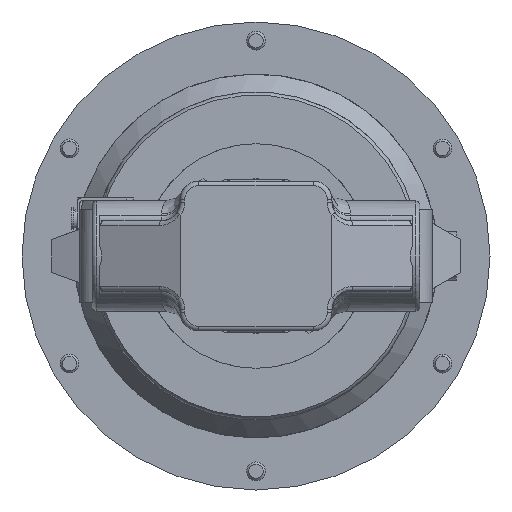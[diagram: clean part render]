
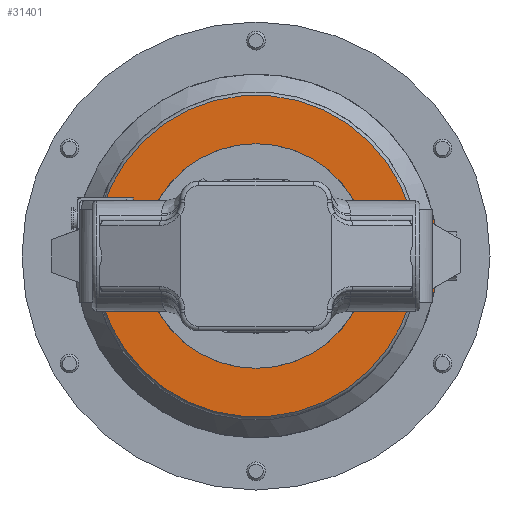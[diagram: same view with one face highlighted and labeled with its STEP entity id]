
A CAD part, front view. The second image highlights one B-rep face of the part: STEP entity #31401.
In plain terms, the highlighted planar face has unit normal (0, -1, 0).
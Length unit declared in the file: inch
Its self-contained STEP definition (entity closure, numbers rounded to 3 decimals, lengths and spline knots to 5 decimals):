
#18 = VERTEX_POINT ( 'NONE', #30681 ) ;
#40 = EDGE_LOOP ( 'NONE', ( #24530, #23387, #24880, #3367, #2345, #5285, #27431, #13811, #7106 ) ) ;
#343 = CARTESIAN_POINT ( 'NONE',  ( -2.11301, 8.007, 0.585 ) ) ;
#386 = EDGE_CURVE ( 'NONE', #13564, #3656, #12664, .T. ) ;
#971 = FACE_OUTER_BOUND ( 'NONE', #40, .T. ) ;
#1239 = EDGE_CURVE ( 'NONE', #18367, #14534, #16844, .T. ) ;
#2090 = VECTOR ( 'NONE', #30229, 39.37008 ) ;
#2191 = AXIS2_PLACEMENT_3D ( 'NONE', #9061, #26035, #11492 ) ;
#2278 = CARTESIAN_POINT ( 'NONE',  ( 0., 8.007, 0. ) ) ;
#2345 = ORIENTED_EDGE ( 'NONE', *, *, #6076, .T. ) ;
#2695 = CIRCLE ( 'NONE', #22522, 2.4285 ) ;
#2985 = DIRECTION ( 'NONE',  ( 0., -1., 0. ) ) ;
#3367 = ORIENTED_EDGE ( 'NONE', *, *, #1239, .T. ) ;
#3373 = CARTESIAN_POINT ( 'NONE',  ( 2.35699, 8.007, 0.585 ) ) ;
#3464 = EDGE_CURVE ( 'NONE', #17092, #18, #18465, .T. ) ;
#3656 = VERTEX_POINT ( 'NONE', #4984 ) ;
#4236 = EDGE_CURVE ( 'NONE', #18, #18367, #28817, .T. ) ;
#4432 = AXIS2_PLACEMENT_3D ( 'NONE', #13418, #30440, #15802 ) ;
#4753 = DIRECTION ( 'NONE',  ( 1., 0., 0. ) ) ;
#4984 = CARTESIAN_POINT ( 'NONE',  ( 2.06757, 8.007, 0.585 ) ) ;
#5285 = ORIENTED_EDGE ( 'NONE', *, *, #20555, .T. ) ;
#5609 = CARTESIAN_POINT ( 'NONE',  ( -2.11301, 8.007, -0.585 ) ) ;
#5849 = DIRECTION ( 'NONE',  ( 1., 0., 0. ) ) ;
#5984 = EDGE_CURVE ( 'NONE', #26539, #12394, #2695, .T. ) ;
#6076 = EDGE_CURVE ( 'NONE', #14534, #24176, #15009, .T. ) ;
#6534 = DIRECTION ( 'NONE',  ( -1., 0., 0. ) ) ;
#6580 = CARTESIAN_POINT ( 'NONE',  ( 0., 8.007, 1.5 ) ) ;
#7106 = ORIENTED_EDGE ( 'NONE', *, *, #386, .T. ) ;
#8091 = CARTESIAN_POINT ( 'NONE',  ( 2.06757, 8.007, -0.585 ) ) ;
#8548 = LINE ( 'NONE', #20523, #2090 ) ;
#8609 = EDGE_LOOP ( 'NONE', ( #25495, #27476 ) ) ;
#9061 = CARTESIAN_POINT ( 'NONE',  ( 0., 8.007, 0. ) ) ;
#11030 = DIRECTION ( 'NONE',  ( 0., -1., 0. ) ) ;
#11492 = DIRECTION ( 'NONE',  ( 1., 0., 0. ) ) ;
#12169 = AXIS2_PLACEMENT_3D ( 'NONE', #28888, #14294, #31402 ) ;
#12245 = EDGE_CURVE ( 'NONE', #13251, #27367, #29022, .T. ) ;
#12394 = VERTEX_POINT ( 'NONE', #27855 ) ;
#12664 = LINE ( 'NONE', #15085, #15994 ) ;
#13100 = CARTESIAN_POINT ( 'NONE',  ( 0., 8.007, 0. ) ) ;
#13251 = VERTEX_POINT ( 'NONE', #6580 ) ;
#13300 = DIRECTION ( 'NONE',  ( 0., 0., 1. ) ) ;
#13418 = CARTESIAN_POINT ( 'NONE',  ( 0., 8.007, -0.46 ) ) ;
#13564 = VERTEX_POINT ( 'NONE', #3373 ) ;
#13811 = ORIENTED_EDGE ( 'NONE', *, *, #26833, .T. ) ;
#14294 = DIRECTION ( 'NONE',  ( 0., -1., 0. ) ) ;
#14374 = VECTOR ( 'NONE', #5849, 39.37008 ) ;
#14396 = VECTOR ( 'NONE', #25444, 39.37008 ) ;
#14534 = VERTEX_POINT ( 'NONE', #16841 ) ;
#15009 = CIRCLE ( 'NONE', #22108, 2.14874 ) ;
#15085 = CARTESIAN_POINT ( 'NONE',  ( -2.11301, 8.007, 0.585 ) ) ;
#15802 = DIRECTION ( 'NONE',  ( 1., 0., 0. ) ) ;
#15994 = VECTOR ( 'NONE', #6534, 39.37008 ) ;
#16841 = CARTESIAN_POINT ( 'NONE',  ( -2.06757, 8.007, -0.585 ) ) ;
#16844 = LINE ( 'NONE', #5609, #14374 ) ;
#16932 = CIRCLE ( 'NONE', #23950, 2.4285 ) ;
#17092 = VERTEX_POINT ( 'NONE', #30248 ) ;
#17941 = CIRCLE ( 'NONE', #2191, 2.14874 ) ;
#18367 = VERTEX_POINT ( 'NONE', #29048 ) ;
#18465 = LINE ( 'NONE', #343, #14396 ) ;
#19103 = AXIS2_PLACEMENT_3D ( 'NONE', #28223, #20129, #30868 ) ;
#19176 = DIRECTION ( 'NONE',  ( 0., -1., 0. ) ) ;
#19831 = CARTESIAN_POINT ( 'NONE',  ( 2.35699, 8.007, -0.585 ) ) ;
#19872 = DIRECTION ( 'NONE',  ( 1., 0., 0. ) ) ;
#20129 = DIRECTION ( 'NONE',  ( 0., -1., 0. ) ) ;
#20236 = FACE_BOUND ( 'NONE', #8609, .T. ) ;
#20523 = CARTESIAN_POINT ( 'NONE',  ( -2.11301, 8.007, -0.585 ) ) ;
#20555 = EDGE_CURVE ( 'NONE', #24176, #26539, #8548, .T. ) ;
#22108 = AXIS2_PLACEMENT_3D ( 'NONE', #24793, #2985, #19872 ) ;
#22522 = AXIS2_PLACEMENT_3D ( 'NONE', #24685, #29057, #30441 ) ;
#22923 = CIRCLE ( 'NONE', #12169, 1.5 ) ;
#23387 = ORIENTED_EDGE ( 'NONE', *, *, #3464, .T. ) ;
#23950 = AXIS2_PLACEMENT_3D ( 'NONE', #2278, #19176, #4753 ) ;
#24176 = VERTEX_POINT ( 'NONE', #8091 ) ;
#24530 = ORIENTED_EDGE ( 'NONE', *, *, #30169, .T. ) ;
#24685 = CARTESIAN_POINT ( 'NONE',  ( 0., 8.007, 0. ) ) ;
#24793 = CARTESIAN_POINT ( 'NONE',  ( 0., 8.007, 0. ) ) ;
#24880 = ORIENTED_EDGE ( 'NONE', *, *, #4236, .T. ) ;
#25444 = DIRECTION ( 'NONE',  ( -1., 0., 0. ) ) ;
#25495 = ORIENTED_EDGE ( 'NONE', *, *, #30272, .F. ) ;
#26035 = DIRECTION ( 'NONE',  ( 0., -1., 0. ) ) ;
#26539 = VERTEX_POINT ( 'NONE', #19831 ) ;
#26833 = EDGE_CURVE ( 'NONE', #12394, #13564, #16932, .T. ) ;
#27029 = AXIS2_PLACEMENT_3D ( 'NONE', #13100, #11030, #13300 ) ;
#27176 = CARTESIAN_POINT ( 'NONE',  ( 0., 8.007, -1.5 ) ) ;
#27367 = VERTEX_POINT ( 'NONE', #27176 ) ;
#27431 = ORIENTED_EDGE ( 'NONE', *, *, #5984, .T. ) ;
#27476 = ORIENTED_EDGE ( 'NONE', *, *, #12245, .F. ) ;
#27855 = CARTESIAN_POINT ( 'NONE',  ( 2.4285, 8.007, 0. ) ) ;
#28223 = CARTESIAN_POINT ( 'NONE',  ( 0., 8.007, 0. ) ) ;
#28817 = CIRCLE ( 'NONE', #19103, 2.1925 ) ;
#28888 = CARTESIAN_POINT ( 'NONE',  ( 0., 8.007, 0. ) ) ;
#29022 = CIRCLE ( 'NONE', #27029, 1.5 ) ;
#29048 = CARTESIAN_POINT ( 'NONE',  ( -2.11301, 8.007, -0.585 ) ) ;
#29057 = DIRECTION ( 'NONE',  ( 0., -1., 0. ) ) ;
#30169 = EDGE_CURVE ( 'NONE', #3656, #17092, #17941, .T. ) ;
#30229 = DIRECTION ( 'NONE',  ( 1., 0., 0. ) ) ;
#30248 = CARTESIAN_POINT ( 'NONE',  ( -2.06757, 8.007, 0.585 ) ) ;
#30272 = EDGE_CURVE ( 'NONE', #27367, #13251, #22923, .T. ) ;
#30336 = PLANE ( 'NONE',  #4432 ) ;
#30440 = DIRECTION ( 'NONE',  ( 0., 1., 0. ) ) ;
#30441 = DIRECTION ( 'NONE',  ( 1., 0., 0. ) ) ;
#30681 = CARTESIAN_POINT ( 'NONE',  ( -2.11301, 8.007, 0.585 ) ) ;
#30868 = DIRECTION ( 'NONE',  ( 1., 0., 0. ) ) ;
#31401 = ADVANCED_FACE ( 'NONE', ( #20236, #971 ), #30336, .F. ) ;
#31402 = DIRECTION ( 'NONE',  ( 0., 0., 1. ) ) ;
